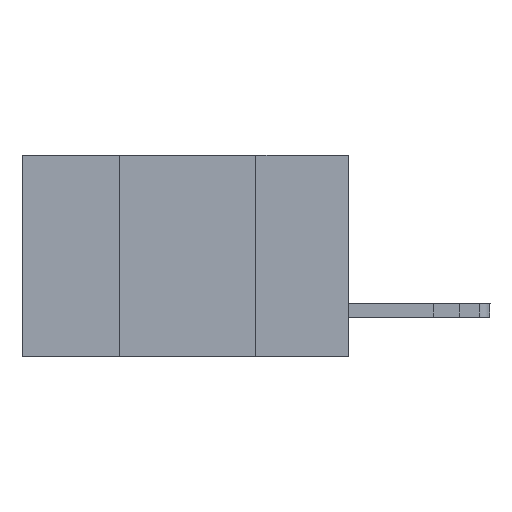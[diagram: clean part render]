
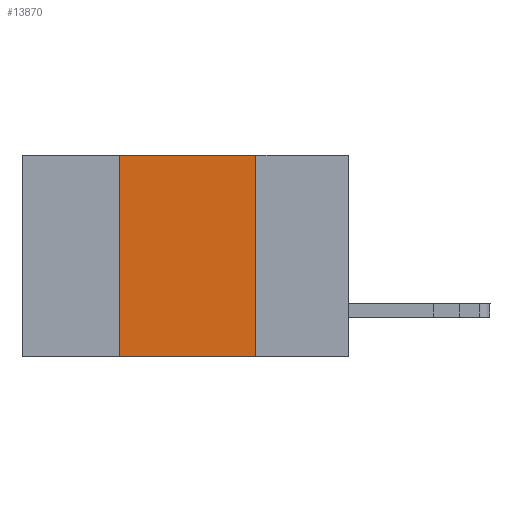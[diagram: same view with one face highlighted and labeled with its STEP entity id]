
A CAD part, left-side view. The second image highlights one B-rep face of the part: STEP entity #13870.
In plain terms, the highlighted planar face has unit normal (-1, 0, 0).
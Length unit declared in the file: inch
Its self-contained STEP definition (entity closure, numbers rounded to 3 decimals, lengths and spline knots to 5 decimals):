
#143 = EDGE_CURVE ( 'NONE', #6448, #15582, #14680, .T. ) ;
#398 = ORIENTED_EDGE ( 'NONE', *, *, #2990, .F. ) ;
#931 = FACE_OUTER_BOUND ( 'NONE', #16545, .T. ) ;
#941 = EDGE_CURVE ( 'NONE', #5153, #6448, #6328, .T. ) ;
#1419 = VERTEX_POINT ( 'NONE', #10753 ) ;
#2175 = DIRECTION ( 'NONE',  ( 1., 0., 0. ) ) ;
#2990 = EDGE_CURVE ( 'NONE', #15582, #1419, #7111, .T. ) ;
#3322 = LINE ( 'NONE', #5926, #14915 ) ;
#3428 = VECTOR ( 'NONE', #6956, 39.37008 ) ;
#4868 = DIRECTION ( 'NONE',  ( 0., 0., -1. ) ) ;
#4913 = CARTESIAN_POINT ( 'NONE',  ( 0., 0.42, 0. ) ) ;
#5153 = VERTEX_POINT ( 'NONE', #10629 ) ;
#5926 = CARTESIAN_POINT ( 'NONE',  ( 0., 0.6, -0.37 ) ) ;
#6328 = LINE ( 'NONE', #8406, #17436 ) ;
#6448 = VERTEX_POINT ( 'NONE', #4913 ) ;
#6956 = DIRECTION ( 'NONE',  ( 0., 0., -1. ) ) ;
#7111 = LINE ( 'NONE', #11143, #3428 ) ;
#7888 = CARTESIAN_POINT ( 'NONE',  ( 0., 0.6, 0. ) ) ;
#8406 = CARTESIAN_POINT ( 'NONE',  ( 0., 0.42, 0. ) ) ;
#8771 = EDGE_CURVE ( 'NONE', #5153, #1419, #3322, .T. ) ;
#8808 = DIRECTION ( 'NONE',  ( 0., -1., 0. ) ) ;
#10629 = CARTESIAN_POINT ( 'NONE',  ( 0., 0.42, -0.37 ) ) ;
#10753 = CARTESIAN_POINT ( 'NONE',  ( 0., 0.17, -0.37 ) ) ;
#11078 = VECTOR ( 'NONE', #11623, 39.37008 ) ;
#11143 = CARTESIAN_POINT ( 'NONE',  ( 0., 0.17, 0. ) ) ;
#11623 = DIRECTION ( 'NONE',  ( 0., -1., 0. ) ) ;
#12902 = CARTESIAN_POINT ( 'NONE',  ( 0., 0.6, 0. ) ) ;
#13201 = PLANE ( 'NONE',  #13962 ) ;
#13685 = ORIENTED_EDGE ( 'NONE', *, *, #8771, .T. ) ;
#13870 = ADVANCED_FACE ( 'NONE', ( #931 ), #13201, .F. ) ;
#13962 = AXIS2_PLACEMENT_3D ( 'NONE', #7888, #2175, #4868 ) ;
#14196 = DIRECTION ( 'NONE',  ( 0., 0., 1. ) ) ;
#14650 = ORIENTED_EDGE ( 'NONE', *, *, #941, .F. ) ;
#14680 = LINE ( 'NONE', #12902, #11078 ) ;
#14915 = VECTOR ( 'NONE', #8808, 39.37008 ) ;
#15582 = VERTEX_POINT ( 'NONE', #17276 ) ;
#16545 = EDGE_LOOP ( 'NONE', ( #398, #16712, #14650, #13685 ) ) ;
#16712 = ORIENTED_EDGE ( 'NONE', *, *, #143, .F. ) ;
#17276 = CARTESIAN_POINT ( 'NONE',  ( 0., 0.17, 0. ) ) ;
#17436 = VECTOR ( 'NONE', #14196, 39.37008 ) ;
